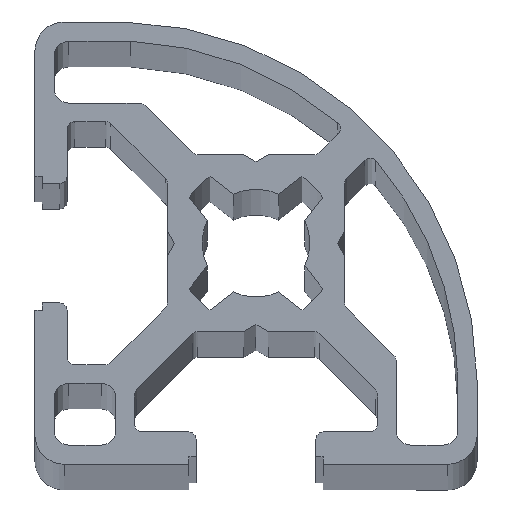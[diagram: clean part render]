
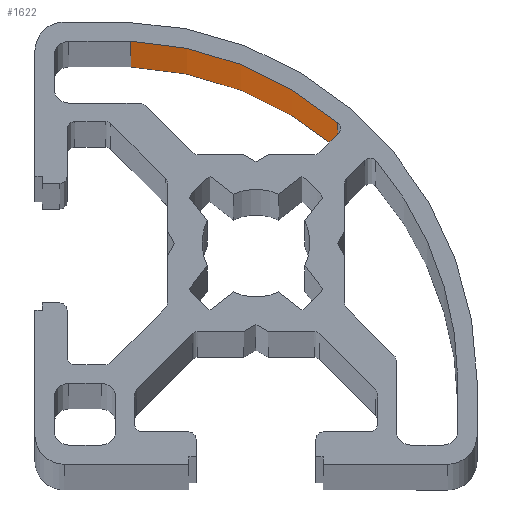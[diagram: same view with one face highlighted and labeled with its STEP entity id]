
A CAD part, top view. The second image highlights one B-rep face of the part: STEP entity #1622.
In plain terms, the highlighted cylindrical face has radius 23.2 mm (diameter 46.4 mm), a partial arc.
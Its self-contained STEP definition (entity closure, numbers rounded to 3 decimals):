
#47 = ORIENTED_EDGE ( 'NONE', *, *, #3700, .F. ) ;
#135 = ORIENTED_EDGE ( 'NONE', *, *, #1462, .T. ) ;
#180 = DIRECTION ( 'NONE',  ( 1., 0., 0. ) ) ;
#313 = CYLINDRICAL_SURFACE ( 'NONE', #2052, 23.2 ) ;
#321 = CIRCLE ( 'NONE', #2597, 23.2 ) ;
#472 = CARTESIAN_POINT ( 'NONE',  ( 6.49, 28.7, -500. ) ) ;
#481 = EDGE_LOOP ( 'NONE', ( #135, #47, #2784, #3754 ) ) ;
#703 = DIRECTION ( 'NONE',  ( -1., 0., 0. ) ) ;
#1131 = CARTESIAN_POINT ( 'NONE',  ( 6.49, 28.7, 500. ) ) ;
#1280 = EDGE_CURVE ( 'NONE', #1739, #1840, #3583, .T. ) ;
#1338 = DIRECTION ( 'NONE',  ( 0., 0., -1. ) ) ;
#1398 = VERTEX_POINT ( 'NONE', #1802 ) ;
#1458 = CARTESIAN_POINT ( 'NONE',  ( 5.5, 5.521, -500. ) ) ;
#1462 = EDGE_CURVE ( 'NONE', #1840, #1398, #1856, .T. ) ;
#1622 = ADVANCED_FACE ( 'NONE', ( #2246 ), #313, .F. ) ;
#1642 = LINE ( 'NONE', #2632, #2982 ) ;
#1739 = VERTEX_POINT ( 'NONE', #2764 ) ;
#1782 = DIRECTION ( 'NONE',  ( 1., 0., 0. ) ) ;
#1802 = CARTESIAN_POINT ( 'NONE',  ( 20.562, 23.167, -500. ) ) ;
#1840 = VERTEX_POINT ( 'NONE', #472 ) ;
#1856 = CIRCLE ( 'NONE', #3727, 23.2 ) ;
#1931 = DIRECTION ( 'NONE',  ( 0., 0., -1. ) ) ;
#2052 = AXIS2_PLACEMENT_3D ( 'NONE', #3483, #2186, #703 ) ;
#2124 = CARTESIAN_POINT ( 'NONE',  ( 20.562, 23.167, 500. ) ) ;
#2186 = DIRECTION ( 'NONE',  ( 0., 0., -1. ) ) ;
#2246 = FACE_OUTER_BOUND ( 'NONE', #481, .T. ) ;
#2597 = AXIS2_PLACEMENT_3D ( 'NONE', #2946, #2918, #180 ) ;
#2632 = CARTESIAN_POINT ( 'NONE',  ( 20.562, 23.167, 500. ) ) ;
#2764 = CARTESIAN_POINT ( 'NONE',  ( 6.49, 28.7, 500. ) ) ;
#2784 = ORIENTED_EDGE ( 'NONE', *, *, #3619, .F. ) ;
#2801 = VERTEX_POINT ( 'NONE', #2124 ) ;
#2918 = DIRECTION ( 'NONE',  ( 0., 0., -1. ) ) ;
#2946 = CARTESIAN_POINT ( 'NONE',  ( 5.5, 5.521, 500. ) ) ;
#2982 = VECTOR ( 'NONE', #1338, 1000. ) ;
#3483 = CARTESIAN_POINT ( 'NONE',  ( 5.5, 5.521, 500. ) ) ;
#3583 = LINE ( 'NONE', #1131, #3993 ) ;
#3619 = EDGE_CURVE ( 'NONE', #1739, #2801, #321, .T. ) ;
#3700 = EDGE_CURVE ( 'NONE', #2801, #1398, #1642, .T. ) ;
#3727 = AXIS2_PLACEMENT_3D ( 'NONE', #1458, #3934, #1782 ) ;
#3754 = ORIENTED_EDGE ( 'NONE', *, *, #1280, .T. ) ;
#3934 = DIRECTION ( 'NONE',  ( 0., 0., -1. ) ) ;
#3993 = VECTOR ( 'NONE', #1931, 1000. ) ;
